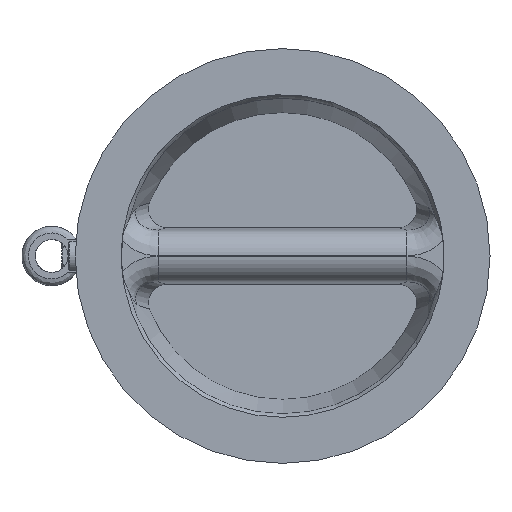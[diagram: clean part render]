
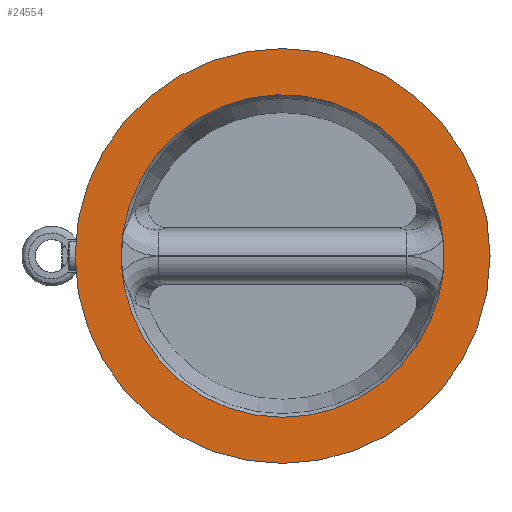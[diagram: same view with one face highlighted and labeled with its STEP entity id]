
A CAD part, front view. The second image highlights one B-rep face of the part: STEP entity #24554.
In plain terms, the highlighted planar face has unit normal (0, -1, 0).
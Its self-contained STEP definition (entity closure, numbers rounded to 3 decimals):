
#24512=CARTESIAN_POINT('',(0.0,-63.426,-220.5));
#24513=VERTEX_POINT('',#24512);
#24514=CARTESIAN_POINT('',(0.0,-63.426,0.0));
#24515=DIRECTION('',(0.0,-1.0,0.0));
#24516=DIRECTION('',(0.0,0.0,-1.0));
#24517=AXIS2_PLACEMENT_3D('',#24514,#24515,#24516);
#24518=CIRCLE('',#24517,220.5);
#24519=EDGE_CURVE('',#24513,#24513,#24518,.T.);
#24535=CARTESIAN_POINT('',(0.0,-63.426,-85.75));
#24536=DIRECTION('',(0.0,1.0,0.0));
#24537=DIRECTION('',(0.0,0.0,1.0));
#24538=AXIS2_PLACEMENT_3D('',#24535,#24536,#24537);
#24539=PLANE('',#24538);
#24540=ORIENTED_EDGE('',*,*,#24519,.T.);
#24541=EDGE_LOOP('',(#24540));
#24542=FACE_OUTER_BOUND('',#24541,.T.);
#24543=CARTESIAN_POINT('',(0.,-63.426,-171.5));
#24544=VERTEX_POINT('',#24543);
#24545=CARTESIAN_POINT('',(0.0,-63.426,0.0));
#24546=DIRECTION('',(0.0,-1.0,0.0));
#24547=DIRECTION('',(0.0,0.0,1.0));
#24548=AXIS2_PLACEMENT_3D('',#24545,#24546,#24547);
#24549=CIRCLE('',#24548,171.5);
#24550=EDGE_CURVE('',#24544,#24544,#24549,.T.);
#24551=ORIENTED_EDGE('',*,*,#24550,.F.);
#24552=EDGE_LOOP('',(#24551));
#24553=FACE_BOUND('',#24552,.T.);
#24554=ADVANCED_FACE('',(#24542,#24553),#24539,.F.);
